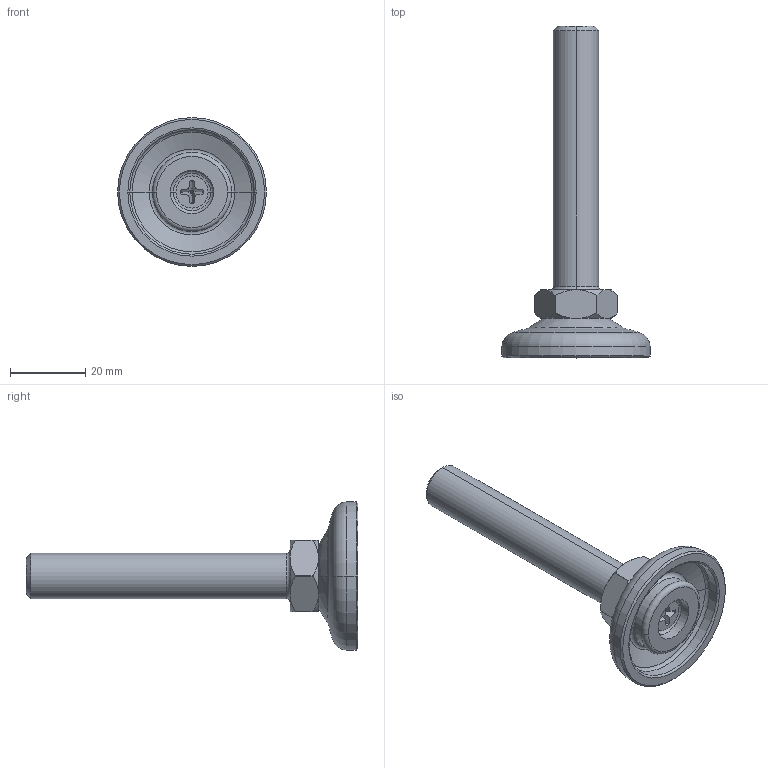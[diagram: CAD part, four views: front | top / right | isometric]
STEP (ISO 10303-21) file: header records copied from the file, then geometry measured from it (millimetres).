
FILE_DESCRIPTION (( 'STEP AP214' ), '1' );
FILE_NAME ('9e040k12070m.STEP', '2014-09-19T12:48:56', ( '' ), ( '' ), 'SwSTEP 2.0', 'SolidWorks 2014', '' );
FILE_SCHEMA (( 'AUTOMOTIVE_DESIGN' ));
Length unit declared in the file: millimetre
Products named in the file (4): 098xe_Standard; 098em12025m-Tab_098 em 12 070 b; 098e040k_098 e 040 k; 9e040k12070m
Assembly tree (3 placements, depth 2):
  9e040k12070m
    098e040k_098 e 040 k
    098em12025m-Tab_098 em 12 070 b
    098xe_Standard
Bounding box: 39.47 x 88 x 39.47 mm (x, y, z)
Volume: 16710.3 mm3; surface area: 8262.5 mm2
Topology: 3 solids, 3 shells, 104 faces, 240 edges, 145 vertices
Faces by surface type: cone 30, plane 28, cylinder 24, torus 18, sphere 4
Entity records: 3240 total; most frequent: CARTESIAN_POINT 669, DIRECTION 552, ORIENTED_EDGE 476, EDGE_CURVE 238, AXIS2_PLACEMENT_3D 228, VERTEX_POINT 145, CIRCLE 118, EDGE_LOOP 111
